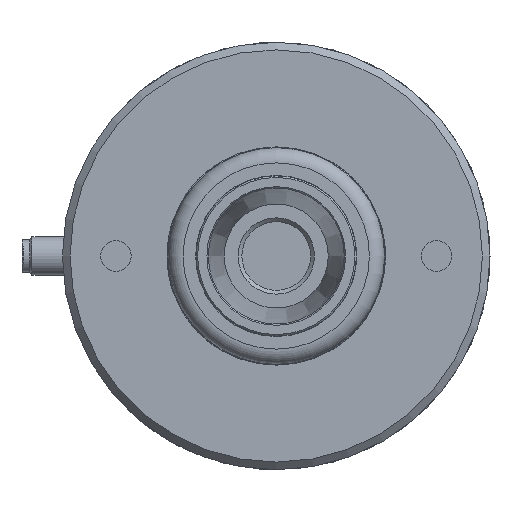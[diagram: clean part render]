
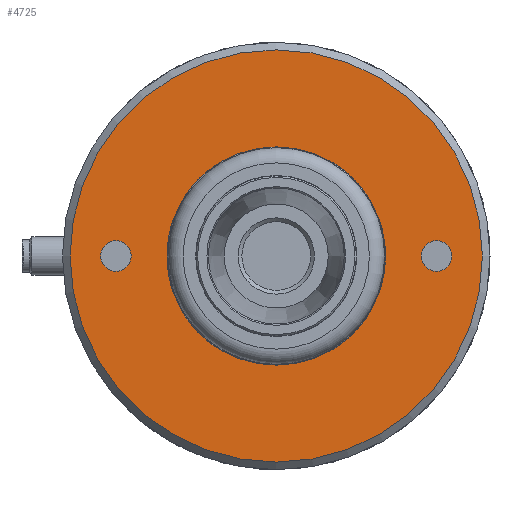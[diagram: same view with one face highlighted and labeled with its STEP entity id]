
A CAD part, left-side view. The second image highlights one B-rep face of the part: STEP entity #4725.
In plain terms, the highlighted planar face has unit normal (-1, 0, 0).
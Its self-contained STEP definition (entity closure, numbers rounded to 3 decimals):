
#988=FACE_BOUND('',#1486,.T.);
#989=FACE_BOUND('',#1487,.T.);
#990=FACE_BOUND('',#1488,.T.);
#1178=FACE_OUTER_BOUND('',#1485,.T.);
#1485=EDGE_LOOP('',(#3620));
#1486=EDGE_LOOP('',(#3621));
#1487=EDGE_LOOP('',(#3622));
#1488=EDGE_LOOP('',(#3623));
#1755=CIRCLE('',#5174,2.);
#1756=CIRCLE('',#5176,2.);
#1758=CIRCLE('',#5180,10.5);
#1759=CIRCLE('',#5182,27.);
#2047=VERTEX_POINT('',#8583);
#2048=VERTEX_POINT('',#8587);
#2050=VERTEX_POINT('',#8594);
#2051=VERTEX_POINT('',#8598);
#2597=EDGE_CURVE('',#2047,#2047,#1755,.T.);
#2599=EDGE_CURVE('',#2048,#2048,#1756,.T.);
#2603=EDGE_CURVE('',#2050,#2050,#1758,.T.);
#2604=EDGE_CURVE('',#2051,#2051,#1759,.T.);
#3620=ORIENTED_EDGE('',*,*,#2604,.F.);
#3621=ORIENTED_EDGE('',*,*,#2597,.T.);
#3622=ORIENTED_EDGE('',*,*,#2599,.T.);
#3623=ORIENTED_EDGE('',*,*,#2603,.T.);
#4222=PLANE('',#5181);
#4725=ADVANCED_FACE('',(#1178,#988,#989,#990),#4222,.T.);
#5174=AXIS2_PLACEMENT_3D('',#8584,#6133,#6134);
#5176=AXIS2_PLACEMENT_3D('',#8588,#6138,#6139);
#5180=AXIS2_PLACEMENT_3D('',#8596,#6148,#6149);
#5181=AXIS2_PLACEMENT_3D('',#8597,#6150,#6151);
#5182=AXIS2_PLACEMENT_3D('',#8599,#6152,#6153);
#6133=DIRECTION('center_axis',(1.,0.,0.));
#6134=DIRECTION('ref_axis',(0.,0.,
1.));
#6138=DIRECTION('center_axis',(1.,0.,0.));
#6139=DIRECTION('ref_axis',(0.,0.,
1.));
#6148=DIRECTION('center_axis',(1.,0.,0.));
#6149=DIRECTION('ref_axis',(0.,1.,0.));
#6150=DIRECTION('center_axis',(-1.,0.,0.));
#6151=DIRECTION('ref_axis',(0.,0.,
1.));
#6152=DIRECTION('center_axis',(1.,0.,0.));
#6153=DIRECTION('ref_axis',(0.,1.,0.));
#8583=CARTESIAN_POINT('',(-101.2,21.,-2.));
#8584=CARTESIAN_POINT('Origin',(-101.2,21.,0.));
#8587=CARTESIAN_POINT('',(-101.2,-21.,-2.));
#8588=CARTESIAN_POINT('Origin',(-101.2,-21.,0.));
#8594=CARTESIAN_POINT('',(-101.2,-10.5,0.));
#8596=CARTESIAN_POINT('Origin',(-101.2,0.,0.));
#8597=CARTESIAN_POINT('Origin',(-101.2,18.75,0.));
#8598=CARTESIAN_POINT('',(-101.2,-27.,0.));
#8599=CARTESIAN_POINT('Origin',(-101.2,0.,0.));
